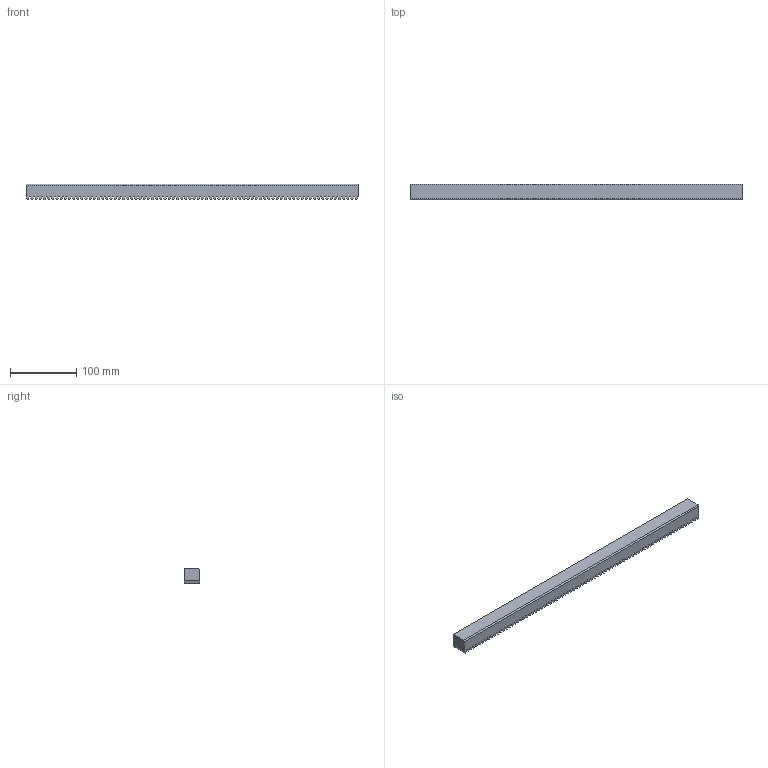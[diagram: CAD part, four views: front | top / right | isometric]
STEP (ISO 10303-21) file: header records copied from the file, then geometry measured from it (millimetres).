
FILE_DESCRIPTION(('STEP AP214'),'1');
FILE_NAME('144-020-105.stp','2017-10-10T13:04:41',('TraceParts'),('TraceParts S.A.'),'Spatial InterOp 3D',' ',' ');
FILE_SCHEMA(('automotive_design'));
Length unit declared in the file: millimetre
Products named in the file (1): 144-020-105
Bounding box: 502.09 x 24 x 24 mm (x, y, z)
Volume: 262688.9 mm3; surface area: 58518 mm2
Topology: 1 solids, 1 shells, 327 faces, 975 edges, 650 vertices
Faces by surface type: plane 327
Entity records: 13390 total; most frequent: CARTESIAN_POINT 1953, ORIENTED_EDGE 1950, DIRECTION 1631, EDGE_CURVE 975, LINE 975, VECTOR 975, VERTEX_POINT 650, STYLED_ITEM 328
